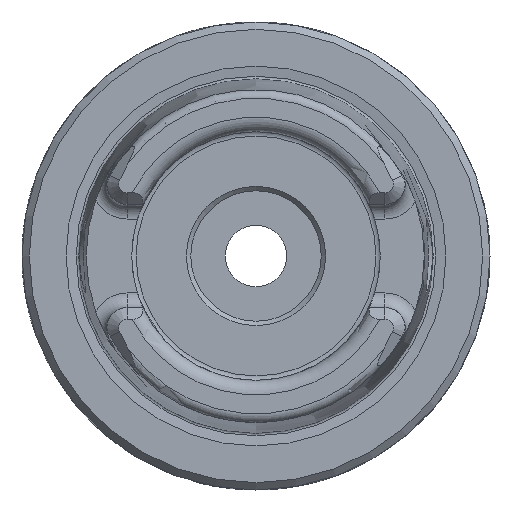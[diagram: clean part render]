
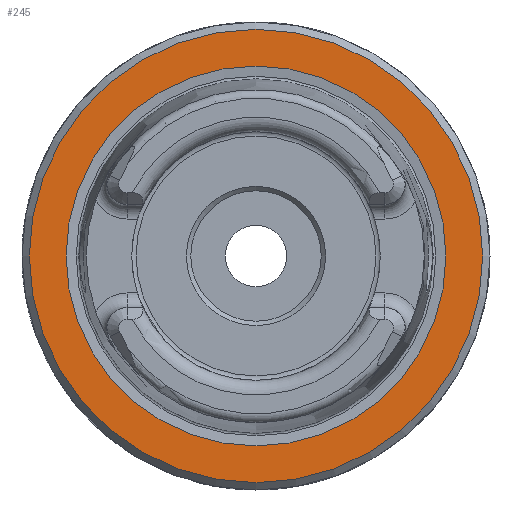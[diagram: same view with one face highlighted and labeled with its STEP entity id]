
A CAD part, left-side view. The second image highlights one B-rep face of the part: STEP entity #245.
In plain terms, the highlighted planar face has unit normal (-1, 0, 0).
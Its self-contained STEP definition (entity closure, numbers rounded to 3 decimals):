
#245 = ADVANCED_FACE( '', ( #592, #593 ), #594, .T. );
#592 = FACE_OUTER_BOUND( '', #1037, .T. );
#593 = FACE_BOUND( '', #1038, .T. );
#594 = PLANE( '', #1039 );
#1037 = EDGE_LOOP( '', ( #1770 ) );
#1038 = EDGE_LOOP( '', ( #1771 ) );
#1039 = AXIS2_PLACEMENT_3D( '', #1772, #1773, #1774 );
#1770 = ORIENTED_EDGE( '', *, *, #2612, .T. );
#1771 = ORIENTED_EDGE( '', *, *, #2680, .F. );
#1772 = CARTESIAN_POINT( '', ( 0., 0., 12.99 ) );
#1773 = DIRECTION( '', ( -1., 0., 0. ) );
#1774 = DIRECTION( '', ( 0., 0., 1. ) );
#2612 = EDGE_CURVE( '', #3158, #3158, #3159, .T. );
#2680 = EDGE_CURVE( '', #3264, #3264, #3265, .T. );
#3158 = VERTEX_POINT( '', #4423 );
#3159 = CIRCLE( '', #4424, 15.5 );
#3264 = VERTEX_POINT( '', #4824 );
#3265 = CIRCLE( '', #4825, 12.99 );
#4423 = CARTESIAN_POINT( '', ( 0., 0., 15.5 ) );
#4424 = AXIS2_PLACEMENT_3D( '', #5467, #5468, #5469 );
#4824 = CARTESIAN_POINT( '', ( 0., 0., 12.99 ) );
#4825 = AXIS2_PLACEMENT_3D( '', #5550, #5551, #5552 );
#5467 = CARTESIAN_POINT( '', ( 0., 0., 0. ) );
#5468 = DIRECTION( '', ( -1., 0., 0. ) );
#5469 = DIRECTION( '', ( 0., 0., 1. ) );
#5550 = CARTESIAN_POINT( '', ( 0., 0., 0. ) );
#5551 = DIRECTION( '', ( -1., 0., 0. ) );
#5552 = DIRECTION( '', ( 0., 0., 1. ) );
